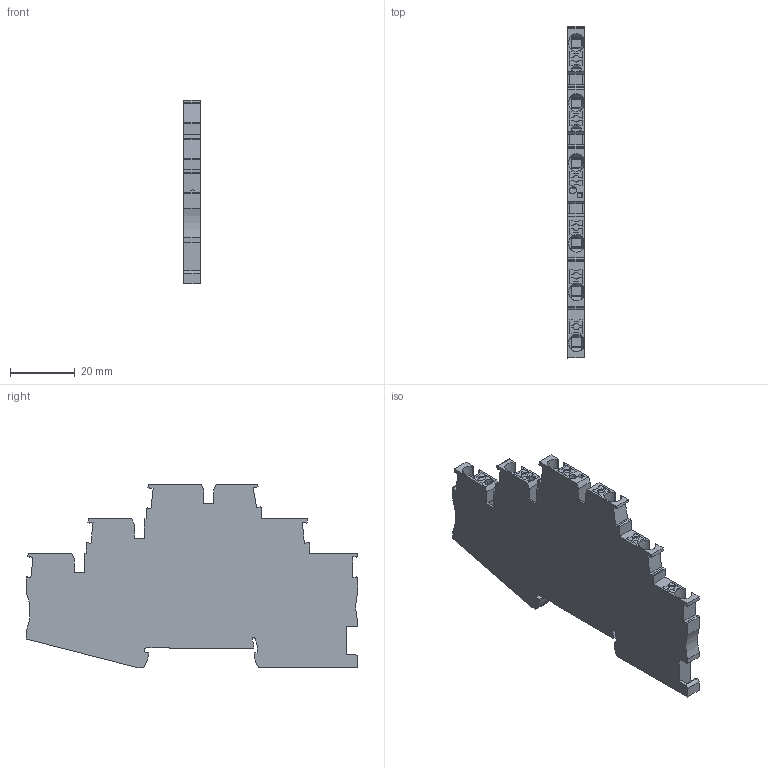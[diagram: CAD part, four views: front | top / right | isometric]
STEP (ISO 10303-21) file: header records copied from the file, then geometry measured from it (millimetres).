
FILE_DESCRIPTION(('Creo Elements/Direct Modeling STEP Export'),'2;1');
FILE_NAME('model.stp','2019-10-18T 0:08:44',(''),(''),'Creo Elements/Direct Modeling STEP processor for AP214 (Solid Model)','Creo Elements/Direct Modeling 20.1A 29-Sep-2018 (C) Parametric Technology GmbH','');
FILE_SCHEMA(('AUTOMOTIVE_DESIGN { 1 0 10303 214 1 1 1 1 }'));
Length unit declared in the file: millimetre
Products named in the file (2): PT_25-3L_bu_select
Assembly tree (1 placements, depth 2):
  PT_25-3L_bu_select
    PT_25-3L_bu_select
Bounding box: 5.15 x 102.2 x 56.45 mm (x, y, z)
Volume: 19374.3 mm3; surface area: 12411 mm2
Topology: 1 solids, 1 shells, 401 faces, 1158 edges, 769 vertices
Faces by surface type: plane 334, cylinder 43, torus 12, extrusion 6, cone 6
Entity records: 20084 total; most frequent: CARTESIAN_POINT 6261, ORIENTED_EDGE 2316, DIRECTION 1988, EDGE_CURVE 1158, VECTOR 970, LINE 964, VERTEX_POINT 769, AXIS2_PLACEMENT_3D 509
